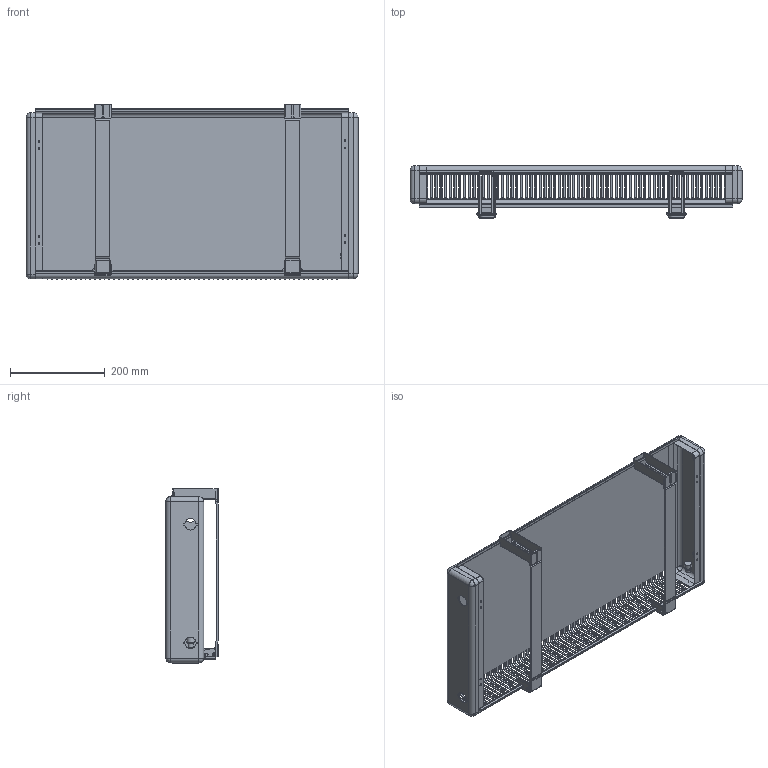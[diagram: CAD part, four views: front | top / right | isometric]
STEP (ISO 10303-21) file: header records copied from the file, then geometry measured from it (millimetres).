
FILE_DESCRIPTION((''),'2;1');
FILE_NAME('RKN_ASM','2020-09-03T',('okanashina'),('elara'),'CREO PARAMETRIC BY PTC INC, 2015080','CREO PARAMETRIC BY PTC INC, 2015080','');
FILE_SCHEMA(('AUTOMOTIVE_DESIGN { 1 0 10303 214 1 1 1 1 }'));
Length unit declared in the file: millimetre
Products named in the file (10): _____-62969; _________-66739; ____________; __________________-71695; _____-75591; ____________________; ______-354; __________________-78193; _______-79851; RKN_ASM
Assembly tree (14 placements, depth 2):
  RKN_ASM
    _____-62969
    _________-66739
    ____________
    __________________-71695
    _____-75591  x2
    ____________________  x2
    ______-354  x2
    __________________-78193  x2
    _______-79851  x2
Bounding box: 700 x 110.56 x 368.01 mm (x, y, z)
Volume: 571685.9 mm3; surface area: 881795.2 mm2
Topology: 10 solids, 16 shells, 1781 faces, 4678 edges, 2844 vertices
Faces by surface type: plane 632, cylinder 607, sphere 272, torus 248, bspline 20, cone 2
Entity records: 53865 total; most frequent: CARTESIAN_POINT 9486, DIRECTION 8920, ORIENTED_EDGE 8278, EDGE_CURVE 4145, AXIS2_PLACEMENT_3D 3337, VERTEX_POINT 2533, VECTOR 2246, LINE 2246
